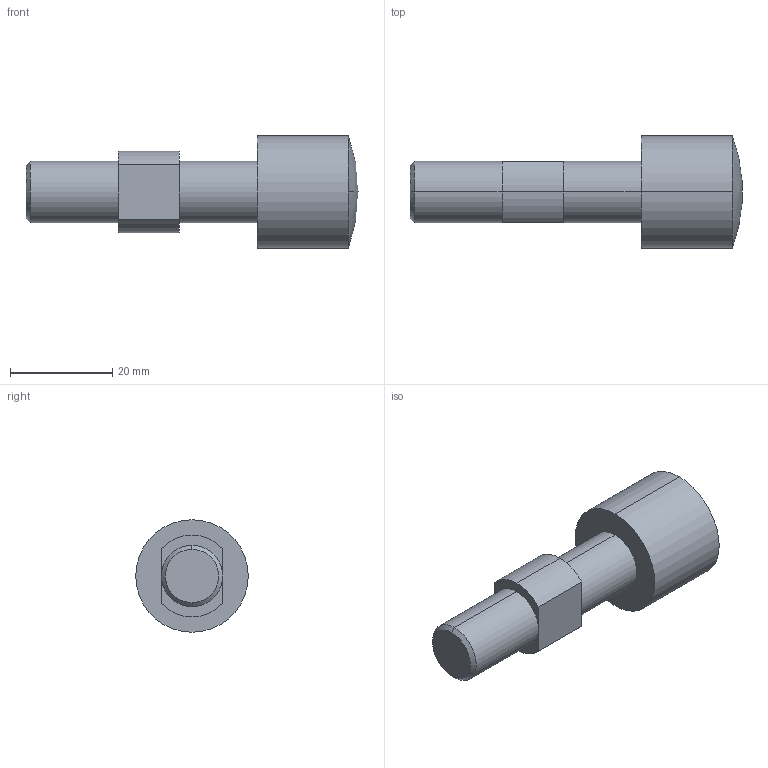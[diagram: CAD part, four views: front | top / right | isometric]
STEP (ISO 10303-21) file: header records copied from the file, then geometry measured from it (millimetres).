
FILE_DESCRIPTION((''),'2;1');
FILE_NAME('EHM155B.stp','2000-11-09T08:54:15',(''),(''),'AutoCAD STEP 2000','AutoCAD 2000',', , ');
FILE_SCHEMA(('CONFIG_CONTROL_DESIGN'));
Length unit declared in the file: millimetre
Bounding box: 64.92 x 22 x 22 mm (x, y, z)
Volume: 12958.6 mm3; surface area: 3933.7 mm2
Topology: 1 solids, 1 shells, 22 faces, 51 edges, 32 vertices
Faces by surface type: cylinder 10, plane 7, sphere 2, cone 2, bspline 1
Entity records: 733 total; most frequent: DIRECTION 124, CARTESIAN_POINT 109, ORIENTED_EDGE 102, AXIS2_PLACEMENT_3D 51, EDGE_CURVE 51, VERTEX_POINT 32, CIRCLE 29, EDGE_LOOP 23
